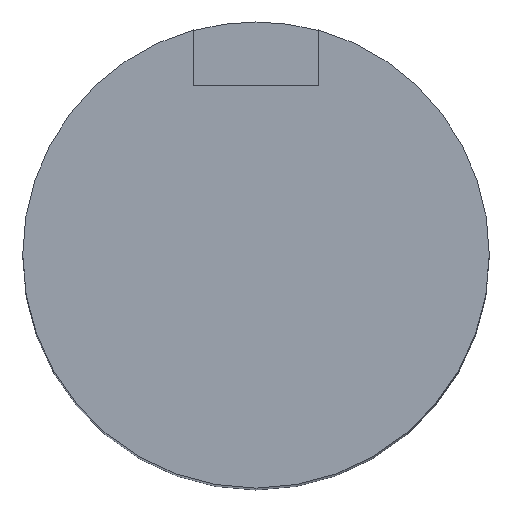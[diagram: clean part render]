
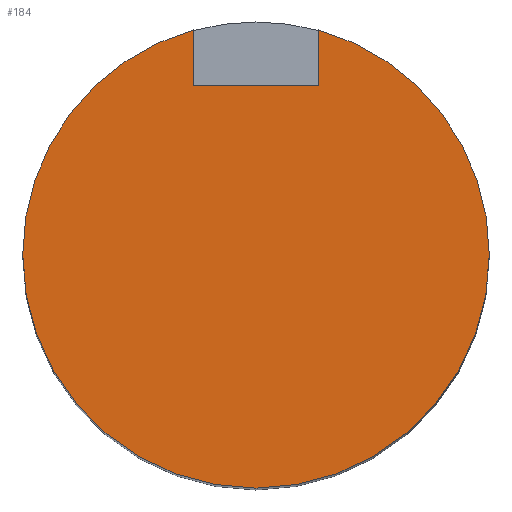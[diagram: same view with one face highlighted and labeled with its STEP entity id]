
A CAD part, top view. The second image highlights one B-rep face of the part: STEP entity #184.
In plain terms, the highlighted planar face has unit normal (0, 0, 1).
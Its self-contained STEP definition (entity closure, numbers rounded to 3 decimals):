
#4 = VERTEX_POINT ( 'NONE', #193 ) ;
#13 = DIRECTION ( 'NONE',  ( 0., 0., 1. ) ) ;
#14 = AXIS2_PLACEMENT_3D ( 'NONE', #131, #13, #178 ) ;
#17 = DIRECTION ( 'NONE',  ( 1., 0., 0. ) ) ;
#30 = ORIENTED_EDGE ( 'NONE', *, *, #189, .T. ) ;
#48 = VECTOR ( 'NONE', #135, 1000. ) ;
#49 = VERTEX_POINT ( 'NONE', #243 ) ;
#51 = ORIENTED_EDGE ( 'NONE', *, *, #101, .F. ) ;
#52 = CARTESIAN_POINT ( 'NONE',  ( -2.95, 8., 51.4 ) ) ;
#55 = CARTESIAN_POINT ( 'NONE',  ( 0., 0., 51.4 ) ) ;
#64 = ORIENTED_EDGE ( 'NONE', *, *, #155, .T. ) ;
#66 = AXIS2_PLACEMENT_3D ( 'NONE', #250, #138, #17 ) ;
#69 = DIRECTION ( 'NONE',  ( 1., 0., 0. ) ) ;
#70 = LINE ( 'NONE', #200, #255 ) ;
#76 = DIRECTION ( 'NONE',  ( 0., 0., 1. ) ) ;
#80 = CIRCLE ( 'NONE', #241, 11. ) ;
#81 = AXIS2_PLACEMENT_3D ( 'NONE', #99, #162, #254 ) ;
#83 = VERTEX_POINT ( 'NONE', #114 ) ;
#91 = EDGE_CURVE ( 'NONE', #49, #173, #230, .T. ) ;
#99 = CARTESIAN_POINT ( 'NONE',  ( 0., 0., 51.4 ) ) ;
#101 = EDGE_CURVE ( 'NONE', #237, #83, #133, .T. ) ;
#105 = EDGE_LOOP ( 'NONE', ( #51, #64, #236, #30, #261, #128 ) ) ;
#114 = CARTESIAN_POINT ( 'NONE',  ( 2.95, 8., 51.4 ) ) ;
#117 = DIRECTION ( 'NONE',  ( 1., 0., 0. ) ) ;
#128 = ORIENTED_EDGE ( 'NONE', *, *, #148, .F. ) ;
#130 = VERTEX_POINT ( 'NONE', #240 ) ;
#131 = CARTESIAN_POINT ( 'NONE',  ( 0., 0., 51.4 ) ) ;
#133 = LINE ( 'NONE', #52, #174 ) ;
#135 = DIRECTION ( 'NONE',  ( 0., 1., 0. ) ) ;
#138 = DIRECTION ( 'NONE',  ( 0., 0., 1. ) ) ;
#139 = FACE_OUTER_BOUND ( 'NONE', #105, .T. ) ;
#142 = CARTESIAN_POINT ( 'NONE',  ( 2.95, 10.597, 51.4 ) ) ;
#148 = EDGE_CURVE ( 'NONE', #83, #173, #70, .T. ) ;
#155 = EDGE_CURVE ( 'NONE', #237, #4, #156, .T. ) ;
#156 = LINE ( 'NONE', #244, #48 ) ;
#162 = DIRECTION ( 'NONE',  ( 0., 0., 1. ) ) ;
#173 = VERTEX_POINT ( 'NONE', #142 ) ;
#174 = VECTOR ( 'NONE', #69, 1000. ) ;
#178 = DIRECTION ( 'NONE',  ( 1., 0., 0. ) ) ;
#184 = ADVANCED_FACE ( 'NONE', ( #139 ), #224, .T. ) ;
#189 = EDGE_CURVE ( 'NONE', #130, #49, #80, .T. ) ;
#192 = CIRCLE ( 'NONE', #66, 11. ) ;
#193 = CARTESIAN_POINT ( 'NONE',  ( -2.95, 10.597, 51.4 ) ) ;
#195 = EDGE_CURVE ( 'NONE', #4, #130, #192, .T. ) ;
#200 = CARTESIAN_POINT ( 'NONE',  ( 2.95, 0., 51.4 ) ) ;
#224 = PLANE ( 'NONE',  #81 ) ;
#230 = CIRCLE ( 'NONE', #14, 11. ) ;
#236 = ORIENTED_EDGE ( 'NONE', *, *, #195, .T. ) ;
#237 = VERTEX_POINT ( 'NONE', #274 ) ;
#240 = CARTESIAN_POINT ( 'NONE',  ( -11., 0., 51.4 ) ) ;
#241 = AXIS2_PLACEMENT_3D ( 'NONE', #55, #76, #117 ) ;
#243 = CARTESIAN_POINT ( 'NONE',  ( 11., 0., 51.4 ) ) ;
#244 = CARTESIAN_POINT ( 'NONE',  ( -2.95, 0., 51.4 ) ) ;
#250 = CARTESIAN_POINT ( 'NONE',  ( 0., 0., 51.4 ) ) ;
#254 = DIRECTION ( 'NONE',  ( 1., 0., 0. ) ) ;
#255 = VECTOR ( 'NONE', #267, 1000. ) ;
#261 = ORIENTED_EDGE ( 'NONE', *, *, #91, .T. ) ;
#267 = DIRECTION ( 'NONE',  ( 0., 1., 0. ) ) ;
#274 = CARTESIAN_POINT ( 'NONE',  ( -2.95, 8., 51.4 ) ) ;
